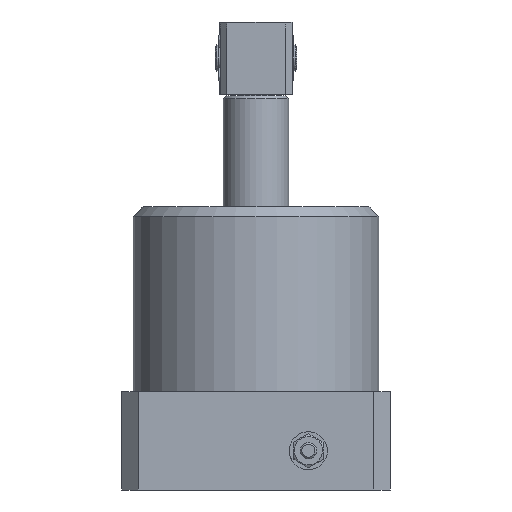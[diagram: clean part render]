
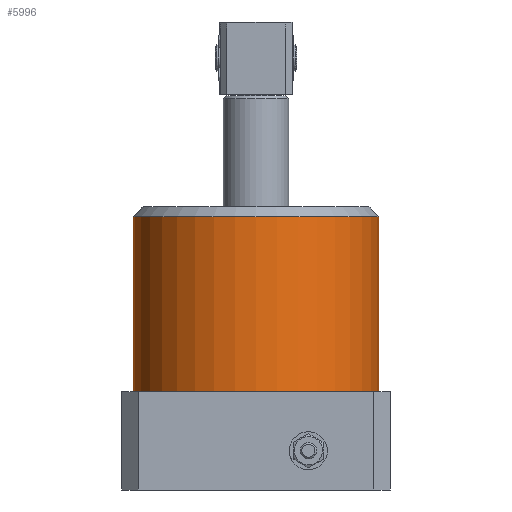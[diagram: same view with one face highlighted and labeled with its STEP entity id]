
A CAD part, front view. The second image highlights one B-rep face of the part: STEP entity #5996.
In plain terms, the highlighted cylindrical face has radius 37.5 mm (diameter 75 mm), a partial arc.
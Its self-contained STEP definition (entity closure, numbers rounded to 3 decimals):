
#147 = DIRECTION ( 'NONE',  ( -1., 0., 0. ) ) ;
#150 = DIRECTION ( 'NONE',  ( 0., 0., -1. ) ) ;
#151 = CARTESIAN_POINT ( 'NONE',  ( 0., 0., 86.5 ) ) ;
#258 = CARTESIAN_POINT ( 'NONE',  ( -37.5, 0., 30. ) ) ;
#673 = LINE ( 'NONE', #2372, #679 ) ;
#679 = VECTOR ( 'NONE', #2457, 1000. ) ;
#680 = LINE ( 'NONE', #2454, #682 ) ;
#682 = VECTOR ( 'NONE', #2453, 1000. ) ;
#949 = ORIENTED_EDGE ( 'NONE', *, *, #4602, .T. ) ;
#950 = ORIENTED_EDGE ( 'NONE', *, *, #4530, .T. ) ;
#953 = ORIENTED_EDGE ( 'NONE', *, *, #7533, .T. ) ;
#957 = ORIENTED_EDGE ( 'NONE', *, *, #4601, .F. ) ;
#1184 = AXIS2_PLACEMENT_3D ( 'NONE', #4831, #4832, #4833 ) ;
#2099 = CIRCLE ( 'NONE', #1184, 37.5 ) ;
#2372 = CARTESIAN_POINT ( 'NONE',  ( 37.5, 0., 86.5 ) ) ;
#2453 = DIRECTION ( 'NONE',  ( 0., 0., -1. ) ) ;
#2454 = CARTESIAN_POINT ( 'NONE',  ( -37.5, 0., 86.5 ) ) ;
#2457 = DIRECTION ( 'NONE',  ( 0., 0., -1. ) ) ;
#3059 = EDGE_LOOP ( 'NONE', ( #957, #953, #949, #950 ) ) ;
#3191 = AXIS2_PLACEMENT_3D ( 'NONE', #151, #150, #147 ) ;
#4057 = CIRCLE ( 'NONE', #7901, 37.5 ) ;
#4438 = FACE_OUTER_BOUND ( 'NONE', #3059, .T. ) ;
#4449 = CYLINDRICAL_SURFACE ( 'NONE', #3191, 37.5 ) ;
#4530 = EDGE_CURVE ( 'NONE', #6719, #6989, #4057, .T. ) ;
#4601 = EDGE_CURVE ( 'NONE', #7057, #6989, #673, .T. ) ;
#4602 = EDGE_CURVE ( 'NONE', #7050, #6719, #680, .T. ) ;
#4831 = CARTESIAN_POINT ( 'NONE',  ( 0., 0., 83.5 ) ) ;
#4832 = DIRECTION ( 'NONE',  ( 0., 0., -1. ) ) ;
#4833 = DIRECTION ( 'NONE',  ( 1., 0., 0. ) ) ;
#4905 = DIRECTION ( 'NONE',  ( 1., 0., 0. ) ) ;
#4907 = DIRECTION ( 'NONE',  ( 0., 0., 1. ) ) ;
#4909 = CARTESIAN_POINT ( 'NONE',  ( 0., 0., 30. ) ) ;
#5305 = CARTESIAN_POINT ( 'NONE',  ( 37.5, 0., 30. ) ) ;
#5362 = CARTESIAN_POINT ( 'NONE',  ( -37.5, 0., 83.5 ) ) ;
#5369 = CARTESIAN_POINT ( 'NONE',  ( 37.5, 0., 83.5 ) ) ;
#5996 = ADVANCED_FACE ( 'NONE', ( #4438 ), #4449, .T. ) ;
#6719 = VERTEX_POINT ( 'NONE', #258 ) ;
#6989 = VERTEX_POINT ( 'NONE', #5305 ) ;
#7050 = VERTEX_POINT ( 'NONE', #5362 ) ;
#7057 = VERTEX_POINT ( 'NONE', #5369 ) ;
#7533 = EDGE_CURVE ( 'NONE', #7057, #7050, #2099, .T. ) ;
#7901 = AXIS2_PLACEMENT_3D ( 'NONE', #4909, #4907, #4905 ) ;
